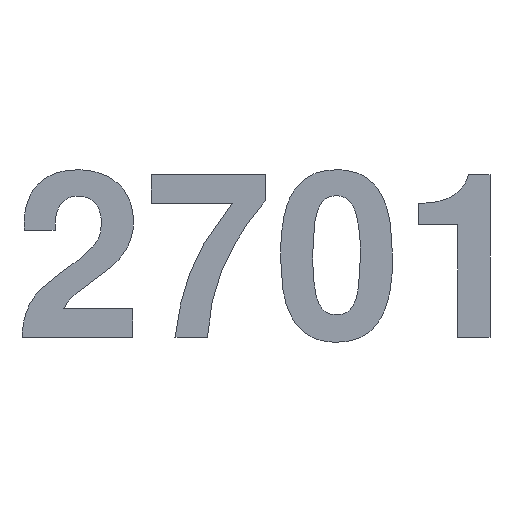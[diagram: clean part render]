
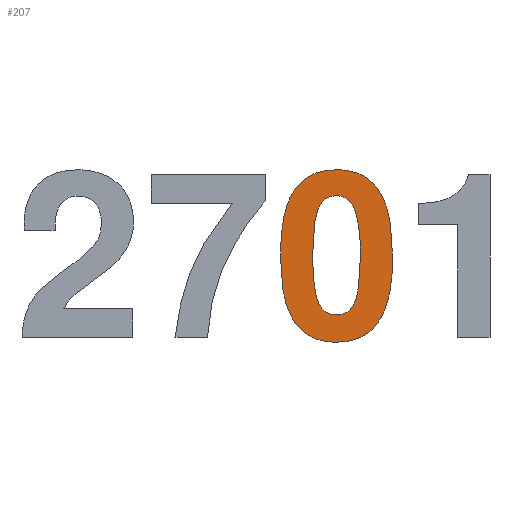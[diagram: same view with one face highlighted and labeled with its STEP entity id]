
A CAD part, top view. The second image highlights one B-rep face of the part: STEP entity #207.
In plain terms, the highlighted planar face has unit normal (0, 0, 1).
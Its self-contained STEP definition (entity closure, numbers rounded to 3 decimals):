
#207 = ADVANCED_FACE('',(#208,#246),#284,.F.);
#208 = FACE_BOUND('',#209,.F.);
#209 = EDGE_LOOP('',(#210,#221,#230,#239));
#210 = ORIENTED_EDGE('',*,*,#211,.F.);
#211 = EDGE_CURVE('',#212,#214,#216,.T.);
#212 = VERTEX_POINT('',#213);
#213 = CARTESIAN_POINT('',(0.703,-0.01,0.));
#214 = VERTEX_POINT('',#215);
#215 = CARTESIAN_POINT('',(0.825,0.176,0.));
#216 = B_SPLINE_CURVE_WITH_KNOTS('',3,(#217,#218,#219,#220),
  .UNSPECIFIED.,.F.,.F.,(4,4),(0.,1.),.PIECEWISE_BEZIER_KNOTS.);
#217 = CARTESIAN_POINT('',(0.703,-0.01,0.));
#218 = CARTESIAN_POINT('',(0.802,-0.01,0.));
#219 = CARTESIAN_POINT('',(0.825,0.075,0.));
#220 = CARTESIAN_POINT('',(0.825,0.176,0.));
#221 = ORIENTED_EDGE('',*,*,#222,.F.);
#222 = EDGE_CURVE('',#223,#212,#225,.T.);
#223 = VERTEX_POINT('',#224);
#224 = CARTESIAN_POINT('',(0.58,0.178,0.));
#225 = B_SPLINE_CURVE_WITH_KNOTS('',3,(#226,#227,#228,#229),
  .UNSPECIFIED.,.F.,.F.,(4,4),(0.,1.),.PIECEWISE_BEZIER_KNOTS.);
#226 = CARTESIAN_POINT('',(0.58,0.178,0.));
#227 = CARTESIAN_POINT('',(0.58,0.073,0.));
#228 = CARTESIAN_POINT('',(0.605,-0.01,0.));
#229 = CARTESIAN_POINT('',(0.703,-0.01,0.));
#230 = ORIENTED_EDGE('',*,*,#231,.F.);
#231 = EDGE_CURVE('',#232,#223,#234,.T.);
#232 = VERTEX_POINT('',#233);
#233 = CARTESIAN_POINT('',(0.703,0.367,0.));
#234 = B_SPLINE_CURVE_WITH_KNOTS('',3,(#235,#236,#237,#238),
  .UNSPECIFIED.,.F.,.F.,(4,4),(0.,1.),.PIECEWISE_BEZIER_KNOTS.);
#235 = CARTESIAN_POINT('',(0.703,0.367,0.));
#236 = CARTESIAN_POINT('',(0.608,0.367,0.));
#237 = CARTESIAN_POINT('',(0.58,0.291,0.));
#238 = CARTESIAN_POINT('',(0.58,0.178,0.));
#239 = ORIENTED_EDGE('',*,*,#240,.F.);
#240 = EDGE_CURVE('',#214,#232,#241,.T.);
#241 = B_SPLINE_CURVE_WITH_KNOTS('',3,(#242,#243,#244,#245),
  .UNSPECIFIED.,.F.,.F.,(4,4),(0.,1.),.PIECEWISE_BEZIER_KNOTS.);
#242 = CARTESIAN_POINT('',(0.825,0.176,0.));
#243 = CARTESIAN_POINT('',(0.825,0.289,0.));
#244 = CARTESIAN_POINT('',(0.799,0.367,0.));
#245 = CARTESIAN_POINT('',(0.703,0.367,0.));
#246 = FACE_BOUND('',#247,.F.);
#247 = EDGE_LOOP('',(#248,#259,#268,#277));
#248 = ORIENTED_EDGE('',*,*,#249,.F.);
#249 = EDGE_CURVE('',#250,#252,#254,.T.);
#250 = VERTEX_POINT('',#251);
#251 = CARTESIAN_POINT('',(0.755,0.177,0.));
#252 = VERTEX_POINT('',#253);
#253 = CARTESIAN_POINT('',(0.703,0.05,0.));
#254 = B_SPLINE_CURVE_WITH_KNOTS('',3,(#255,#256,#257,#258),
  .UNSPECIFIED.,.F.,.F.,(4,4),(0.,1.),.PIECEWISE_BEZIER_KNOTS.);
#255 = CARTESIAN_POINT('',(0.755,0.177,0.));
#256 = CARTESIAN_POINT('',(0.755,0.071,0.));
#257 = CARTESIAN_POINT('',(0.734,0.05,0.));
#258 = CARTESIAN_POINT('',(0.703,0.05,0.));
#259 = ORIENTED_EDGE('',*,*,#260,.F.);
#260 = EDGE_CURVE('',#261,#250,#263,.T.);
#261 = VERTEX_POINT('',#262);
#262 = CARTESIAN_POINT('',(0.703,0.31,0.));
#263 = B_SPLINE_CURVE_WITH_KNOTS('',3,(#264,#265,#266,#267),
  .UNSPECIFIED.,.F.,.F.,(4,4),(0.,1.),.PIECEWISE_BEZIER_KNOTS.);
#264 = CARTESIAN_POINT('',(0.703,0.31,0.));
#265 = CARTESIAN_POINT('',(0.735,0.31,0.));
#266 = CARTESIAN_POINT('',(0.755,0.28,0.));
#267 = CARTESIAN_POINT('',(0.755,0.177,0.));
#268 = ORIENTED_EDGE('',*,*,#269,.F.);
#269 = EDGE_CURVE('',#270,#261,#272,.T.);
#270 = VERTEX_POINT('',#271);
#271 = CARTESIAN_POINT('',(0.65,0.178,0.));
#272 = B_SPLINE_CURVE_WITH_KNOTS('',3,(#273,#274,#275,#276),
  .UNSPECIFIED.,.F.,.F.,(4,4),(0.,1.),.PIECEWISE_BEZIER_KNOTS.);
#273 = CARTESIAN_POINT('',(0.65,0.178,0.));
#274 = CARTESIAN_POINT('',(0.65,0.28,0.));
#275 = CARTESIAN_POINT('',(0.666,0.31,0.));
#276 = CARTESIAN_POINT('',(0.703,0.31,0.));
#277 = ORIENTED_EDGE('',*,*,#278,.F.);
#278 = EDGE_CURVE('',#252,#270,#279,.T.);
#279 = B_SPLINE_CURVE_WITH_KNOTS('',3,(#280,#281,#282,#283),
  .UNSPECIFIED.,.F.,.F.,(4,4),(0.,1.),.PIECEWISE_BEZIER_KNOTS.);
#280 = CARTESIAN_POINT('',(0.703,0.05,0.));
#281 = CARTESIAN_POINT('',(0.67,0.05,0.));
#282 = CARTESIAN_POINT('',(0.65,0.072,0.));
#283 = CARTESIAN_POINT('',(0.65,0.178,0.));
#284 = PLANE('',#285);
#285 = AXIS2_PLACEMENT_3D('',#286,#287,#288);
#286 = CARTESIAN_POINT('',(0.703,0.178,0.));
#287 = DIRECTION('',(-0.,-0.,-1.));
#288 = DIRECTION('',(-1.,0.,0.));
